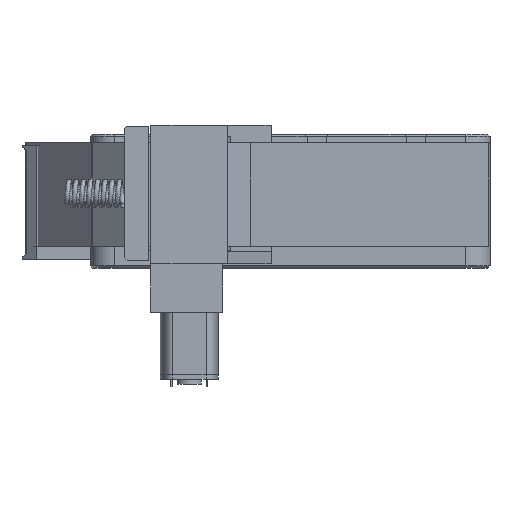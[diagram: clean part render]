
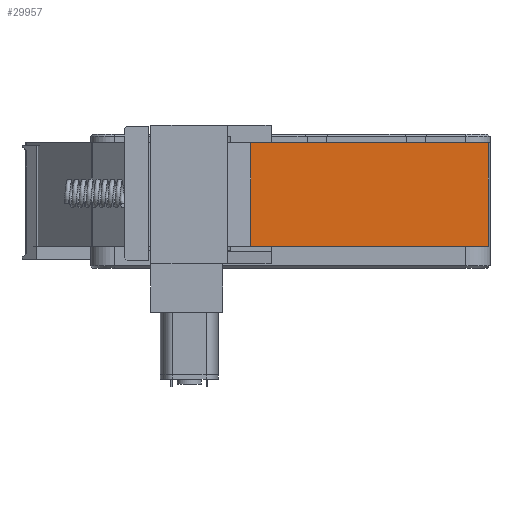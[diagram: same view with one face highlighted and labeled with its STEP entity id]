
A CAD part, left-side view. The second image highlights one B-rep face of the part: STEP entity #29957.
In plain terms, the highlighted planar face has unit normal (-1, 0, 0).
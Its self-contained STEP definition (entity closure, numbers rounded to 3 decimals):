
#1866 = ORIENTED_EDGE ( 'NONE', *, *, #41770, .F. ) ;
#9781 = CARTESIAN_POINT ( 'NONE',  ( -118.404, 13.197, 214.708 ) ) ;
#11695 = VERTEX_POINT ( 'NONE', #39930 ) ;
#16637 = VECTOR ( 'NONE', #24816, 1000. ) ;
#16955 = EDGE_CURVE ( 'NONE', #57077, #11695, #70563, .T. ) ;
#22376 = VECTOR ( 'NONE', #41293, 1000. ) ;
#22510 = ORIENTED_EDGE ( 'NONE', *, *, #60501, .F. ) ;
#23532 = CARTESIAN_POINT ( 'NONE',  ( -118.404, 13.197, 4.5 ) ) ;
#23834 = CARTESIAN_POINT ( 'NONE',  ( -118.404, -36.126, 214.708 ) ) ;
#24816 = DIRECTION ( 'NONE',  ( 0., -1., 0. ) ) ;
#25207 = LINE ( 'NONE', #48318, #16637 ) ;
#29957 = ADVANCED_FACE ( 'NONE', ( #55611 ), #62173, .F. ) ;
#30864 = AXIS2_PLACEMENT_3D ( 'NONE', #9781, #67181, #61398 ) ;
#34018 = VECTOR ( 'NONE', #64787, 1000. ) ;
#36224 = CARTESIAN_POINT ( 'NONE',  ( -118.404, 13.194, 214.708 ) ) ;
#39930 = CARTESIAN_POINT ( 'NONE',  ( -118.404, 13.194, 4.5 ) ) ;
#40313 = CARTESIAN_POINT ( 'NONE',  ( -118.404, -36.126, 26.1 ) ) ;
#41293 = DIRECTION ( 'NONE',  ( 0., 0., -1. ) ) ;
#41770 = EDGE_CURVE ( 'NONE', #57077, #66505, #25207, .T. ) ;
#41913 = DIRECTION ( 'NONE',  ( 0., 0., -1. ) ) ;
#48318 = CARTESIAN_POINT ( 'NONE',  ( -118.404, 13.197, 26.1 ) ) ;
#49228 = ORIENTED_EDGE ( 'NONE', *, *, #52538, .T. ) ;
#49322 = ORIENTED_EDGE ( 'NONE', *, *, #16955, .T. ) ;
#52538 = EDGE_CURVE ( 'NONE', #11695, #62795, #70548, .T. ) ;
#54082 = EDGE_LOOP ( 'NONE', ( #1866, #49322, #49228, #22510 ) ) ;
#55611 = FACE_OUTER_BOUND ( 'NONE', #54082, .T. ) ;
#57077 = VERTEX_POINT ( 'NONE', #60189 ) ;
#60189 = CARTESIAN_POINT ( 'NONE',  ( -118.404, 13.194, 26.1 ) ) ;
#60501 = EDGE_CURVE ( 'NONE', #66505, #62795, #64313, .T. ) ;
#60599 = CARTESIAN_POINT ( 'NONE',  ( -118.404, -36.126, 4.5 ) ) ;
#61398 = DIRECTION ( 'NONE',  ( 0., 0., -1. ) ) ;
#62173 = PLANE ( 'NONE',  #30864 ) ;
#62795 = VERTEX_POINT ( 'NONE', #60599 ) ;
#64313 = LINE ( 'NONE', #23834, #65179 ) ;
#64787 = DIRECTION ( 'NONE',  ( 0., -1., 0. ) ) ;
#65179 = VECTOR ( 'NONE', #41913, 1000. ) ;
#66505 = VERTEX_POINT ( 'NONE', #40313 ) ;
#67181 = DIRECTION ( 'NONE',  ( 1., 0., 0. ) ) ;
#70548 = LINE ( 'NONE', #23532, #34018 ) ;
#70563 = LINE ( 'NONE', #36224, #22376 ) ;
